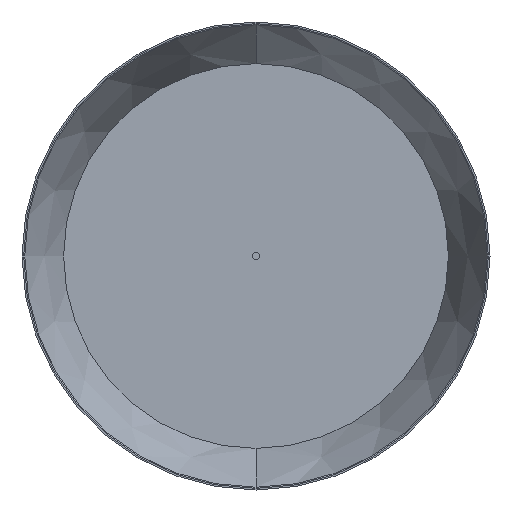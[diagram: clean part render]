
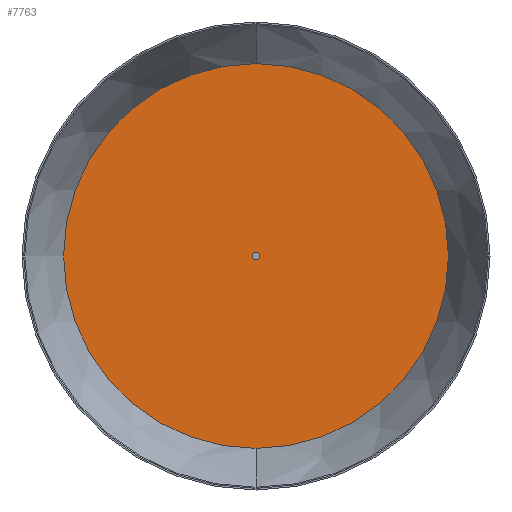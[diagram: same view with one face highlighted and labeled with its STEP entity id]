
A CAD part, front view. The second image highlights one B-rep face of the part: STEP entity #7763.
In plain terms, the highlighted planar face has unit normal (0, -1, 0).
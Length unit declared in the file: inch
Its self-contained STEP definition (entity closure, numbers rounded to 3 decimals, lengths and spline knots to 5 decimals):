
#238 = AXIS2_PLACEMENT_3D ( 'NONE', #3909, #3893, #3677 ) ;
#1800 = FACE_BOUND ( 'NONE', #2647, .T. ) ;
#1838 = FACE_OUTER_BOUND ( 'NONE', #6441, .T. ) ;
#2311 = VERTEX_POINT ( 'NONE', #5042 ) ;
#2462 = VERTEX_POINT ( 'NONE', #4980 ) ;
#2501 = VERTEX_POINT ( 'NONE', #4971 ) ;
#2606 = VERTEX_POINT ( 'NONE', #4951 ) ;
#2647 = EDGE_LOOP ( 'NONE', ( #6841, #7324 ) ) ;
#3677 = DIRECTION ( 'NONE',  ( 0., 0., 1. ) ) ;
#3893 = DIRECTION ( 'NONE',  ( 0., 1., 0. ) ) ;
#3909 = CARTESIAN_POINT ( 'NONE',  ( -0.1875, -3.32623, 0. ) ) ;
#4037 = PLANE ( 'NONE',  #238 ) ;
#4068 = EDGE_CURVE ( 'NONE', #2462, #2606, #7554, .T. ) ;
#4093 = EDGE_CURVE ( 'NONE', #2311, #2501, #6633, .T. ) ;
#4218 = EDGE_CURVE ( 'NONE', #2501, #2311, #6692, .T. ) ;
#4232 = EDGE_CURVE ( 'NONE', #2606, #2462, #7344, .T. ) ;
#4951 = CARTESIAN_POINT ( 'NONE',  ( 0., -3.32623, -0.1875 ) ) ;
#4971 = CARTESIAN_POINT ( 'NONE',  ( 0., -3.32623, 9.22548 ) ) ;
#4980 = CARTESIAN_POINT ( 'NONE',  ( 0., -3.32623, 0.1875 ) ) ;
#5042 = CARTESIAN_POINT ( 'NONE',  ( 0., -3.32623, -9.22548 ) ) ;
#5046 = CARTESIAN_POINT ( 'NONE',  ( 0., -3.32623, 0. ) ) ;
#5047 = DIRECTION ( 'NONE',  ( 0., -1., 0. ) ) ;
#5056 = DIRECTION ( 'NONE',  ( 0., 0., -1. ) ) ;
#5096 = CARTESIAN_POINT ( 'NONE',  ( 0., -3.32623, 0. ) ) ;
#5123 = DIRECTION ( 'NONE',  ( 0., -1., 0. ) ) ;
#5264 = DIRECTION ( 'NONE',  ( 0., 0., -1. ) ) ;
#5331 = AXIS2_PLACEMENT_3D ( 'NONE', #5469, #5481, #5480 ) ;
#5337 = AXIS2_PLACEMENT_3D ( 'NONE', #5526, #5507, #5463 ) ;
#5380 = AXIS2_PLACEMENT_3D ( 'NONE', #5046, #5047, #5056 ) ;
#5396 = AXIS2_PLACEMENT_3D ( 'NONE', #5096, #5123, #5264 ) ;
#5463 = DIRECTION ( 'NONE',  ( 0., 0., -1. ) ) ;
#5469 = CARTESIAN_POINT ( 'NONE',  ( 0., -3.32623, 0. ) ) ;
#5480 = DIRECTION ( 'NONE',  ( 0., 0., -1. ) ) ;
#5481 = DIRECTION ( 'NONE',  ( 0., -1., 0. ) ) ;
#5507 = DIRECTION ( 'NONE',  ( 0., -1., 0. ) ) ;
#5526 = CARTESIAN_POINT ( 'NONE',  ( 0., -3.32623, 0. ) ) ;
#6441 = EDGE_LOOP ( 'NONE', ( #6875, #7227 ) ) ;
#6633 = CIRCLE ( 'NONE', #5380, 9.22548 ) ;
#6692 = CIRCLE ( 'NONE', #5337, 9.22548 ) ;
#6841 = ORIENTED_EDGE ( 'NONE', *, *, #4232, .F. ) ;
#6875 = ORIENTED_EDGE ( 'NONE', *, *, #4093, .T. ) ;
#7227 = ORIENTED_EDGE ( 'NONE', *, *, #4218, .T. ) ;
#7324 = ORIENTED_EDGE ( 'NONE', *, *, #4068, .F. ) ;
#7344 = CIRCLE ( 'NONE', #5331, 0.1875 ) ;
#7554 = CIRCLE ( 'NONE', #5396, 0.1875 ) ;
#7763 = ADVANCED_FACE ( 'NONE', ( #1800, #1838 ), #4037, .F. ) ;
